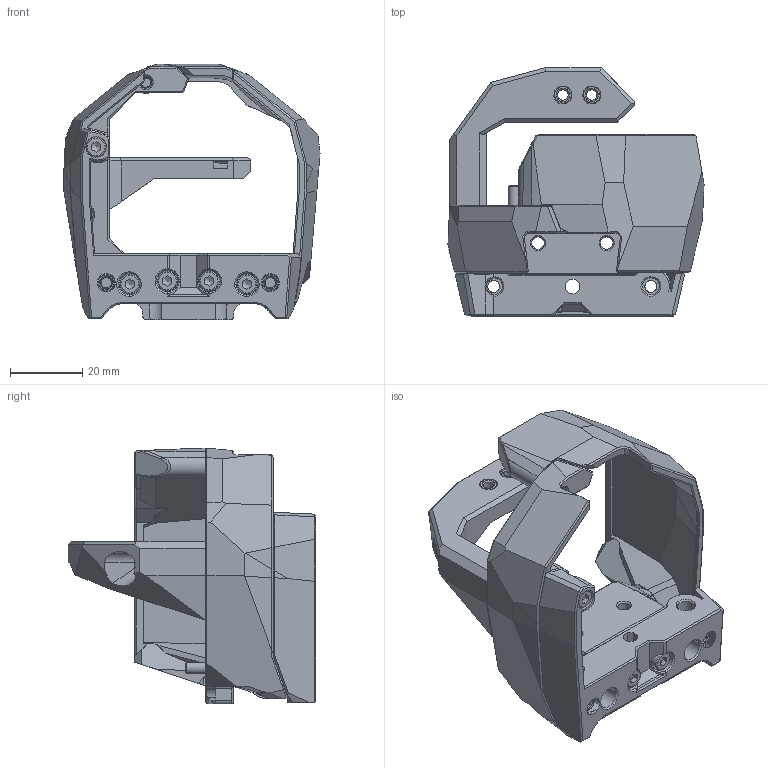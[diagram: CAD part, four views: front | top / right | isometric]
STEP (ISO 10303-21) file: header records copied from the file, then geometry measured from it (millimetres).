
FILE_DESCRIPTION(/* description */ (''),/* implementation_level */ '2;1');
FILE_NAME(/* name */ 'Papilio_Lite_Stealthburner.step',/* time_stamp */ '2023-10-21T11:24:11+02:00',/* author */ (''),/* organization */ (''),/* preprocessor_version */ 'ST-DEVELOPER v20',/* originating_system */ 'Autodesk Translation Framework v12.14.0.127',/* authorisation */ '');
FILE_SCHEMA (('AUTOMOTIVE_DESIGN { 1 0 10303 214 3 1 1 }'));
Length unit declared in the file: millimetre
Products named in the file (11): LGX_Lite_Stealthburner_ERCF_PCB_rev01 Copy; Rear_body_Papilio_Lite; chain_anchor_2hole; Cable_cover_Papilio_Lite; ISO 7380-1 - M3 x 6; ISO 4762  - M3 x 10; ISO 4762  - M3 x 20; ISO 4762  - M3 x 8; Front_body_Papilio_Lite; M3 THREADED INSERT; ISO 4762  - M3 x 25
Assembly tree (22 placements, depth 2):
  LGX_Lite_Stealthburner_ERCF_PCB_rev01 Copy
    Rear_body_Papilio_Lite
    M3 THREADED INSERT  x10
    chain_anchor_2hole
    Cable_cover_Papilio_Lite
    ISO 7380-1 - M3 x 6
    ISO 4762  - M3 x 10  x2
    ISO 4762  - M3 x 25  x3
    ISO 4762  - M3 x 20
    ISO 4762  - M3 x 8
    Front_body_Papilio_Lite
Bounding box: 70.91 x 68.65 x 70.85 mm (x, y, z)
Volume: 42551.2 mm3; surface area: 30455.4 mm2
Topology: 22 solids, 22 shells, 2091 faces, 5865 edges, 3864 vertices
Faces by surface type: plane 641, cone 621, cylinder 402, bspline 152, torus 145, sphere 130
Full cylindrical faces by diameter (mm): 2.8 x1, 2.9 x10, 3 x9, 3.2 x1, 3.3 x9, 3.4 x11, 4.1 x10, 4.25 x20, 4.7 x12, 5.5 x7, 5.6 x2, 5.7 x1, 5.8 x1, 6 x7, 6.598 x2
Entity records: 31460 total; most frequent: CARTESIAN_POINT 8970, ORIENTED_EDGE 4900, DIRECTION 4254, EDGE_CURVE 2450, VERTEX_POINT 1597, LINE 1514, VECTOR 1514, AXIS2_PLACEMENT_3D 1370
